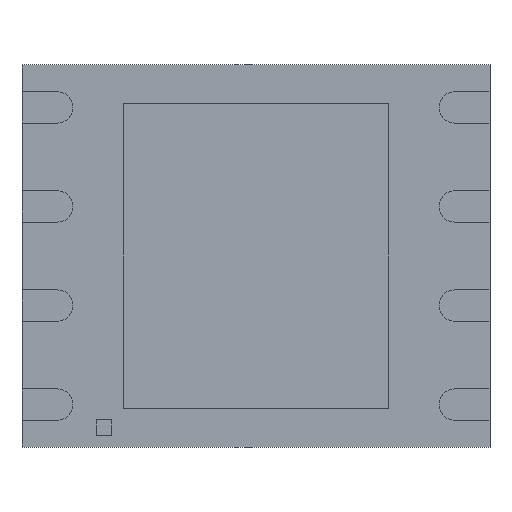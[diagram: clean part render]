
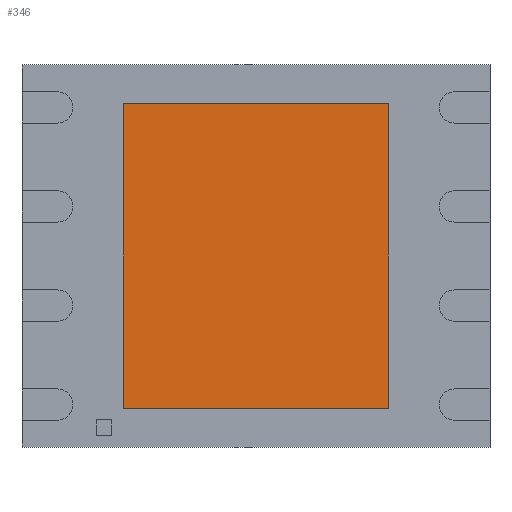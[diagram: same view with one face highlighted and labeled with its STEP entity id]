
A CAD part, front view. The second image highlights one B-rep face of the part: STEP entity #346.
In plain terms, the highlighted planar face has unit normal (0, -1, 0).
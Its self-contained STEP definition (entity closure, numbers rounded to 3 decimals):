
#169 = ORIENTED_EDGE ( 'NONE', *, *, #423, .F. ) ;
#264 = VERTEX_POINT ( 'NONE', #2535 ) ;
#346 = ADVANCED_FACE ( 'NONE', ( #2894 ), #4201, .F. ) ;
#411 = CARTESIAN_POINT ( 'NONE',  ( 1.7, 0., 1.95 ) ) ;
#423 = EDGE_CURVE ( 'NONE', #2826, #3450, #868, .T. ) ;
#507 = VERTEX_POINT ( 'NONE', #2883 ) ;
#585 = DIRECTION ( 'NONE',  ( 0., 0., 1. ) ) ;
#791 = DIRECTION ( 'NONE',  ( 0., 0., -1. ) ) ;
#839 = EDGE_CURVE ( 'NONE', #507, #2826, #4241, .T. ) ;
#868 = LINE ( 'NONE', #1491, #1314 ) ;
#932 = VECTOR ( 'NONE', #1008, 1000. ) ;
#1008 = DIRECTION ( 'NONE',  ( -1., 0., 0. ) ) ;
#1314 = VECTOR ( 'NONE', #791, 1000. ) ;
#1384 = DIRECTION ( 'NONE',  ( 0., 1., 0. ) ) ;
#1491 = CARTESIAN_POINT ( 'NONE',  ( 1.7, 0., 0. ) ) ;
#1622 = EDGE_LOOP ( 'NONE', ( #169, #3572, #4396, #2090 ) ) ;
#1977 = LINE ( 'NONE', #2814, #932 ) ;
#2031 = CARTESIAN_POINT ( 'NONE',  ( 1.7, 0., -1.95 ) ) ;
#2090 = ORIENTED_EDGE ( 'NONE', *, *, #4203, .F. ) ;
#2177 = VECTOR ( 'NONE', #4181, 1000. ) ;
#2199 = AXIS2_PLACEMENT_3D ( 'NONE', #2802, #1384, #4157 ) ;
#2535 = CARTESIAN_POINT ( 'NONE',  ( -1.7, 0., -1.95 ) ) ;
#2802 = CARTESIAN_POINT ( 'NONE',  ( 0., 0., 0. ) ) ;
#2814 = CARTESIAN_POINT ( 'NONE',  ( 0., 0., -1.95 ) ) ;
#2826 = VERTEX_POINT ( 'NONE', #411 ) ;
#2883 = CARTESIAN_POINT ( 'NONE',  ( -1.7, 0., 1.95 ) ) ;
#2894 = FACE_OUTER_BOUND ( 'NONE', #1622, .T. ) ;
#3062 = LINE ( 'NONE', #3704, #3766 ) ;
#3450 = VERTEX_POINT ( 'NONE', #2031 ) ;
#3510 = CARTESIAN_POINT ( 'NONE',  ( 0., 0., 1.95 ) ) ;
#3572 = ORIENTED_EDGE ( 'NONE', *, *, #839, .F. ) ;
#3704 = CARTESIAN_POINT ( 'NONE',  ( -1.7, 0., 0. ) ) ;
#3746 = EDGE_CURVE ( 'NONE', #264, #507, #3062, .T. ) ;
#3766 = VECTOR ( 'NONE', #585, 1000. ) ;
#4157 = DIRECTION ( 'NONE',  ( 1., 0., 0. ) ) ;
#4181 = DIRECTION ( 'NONE',  ( 1., 0., 0. ) ) ;
#4201 = PLANE ( 'NONE',  #2199 ) ;
#4203 = EDGE_CURVE ( 'NONE', #3450, #264, #1977, .T. ) ;
#4241 = LINE ( 'NONE', #3510, #2177 ) ;
#4396 = ORIENTED_EDGE ( 'NONE', *, *, #3746, .F. ) ;
